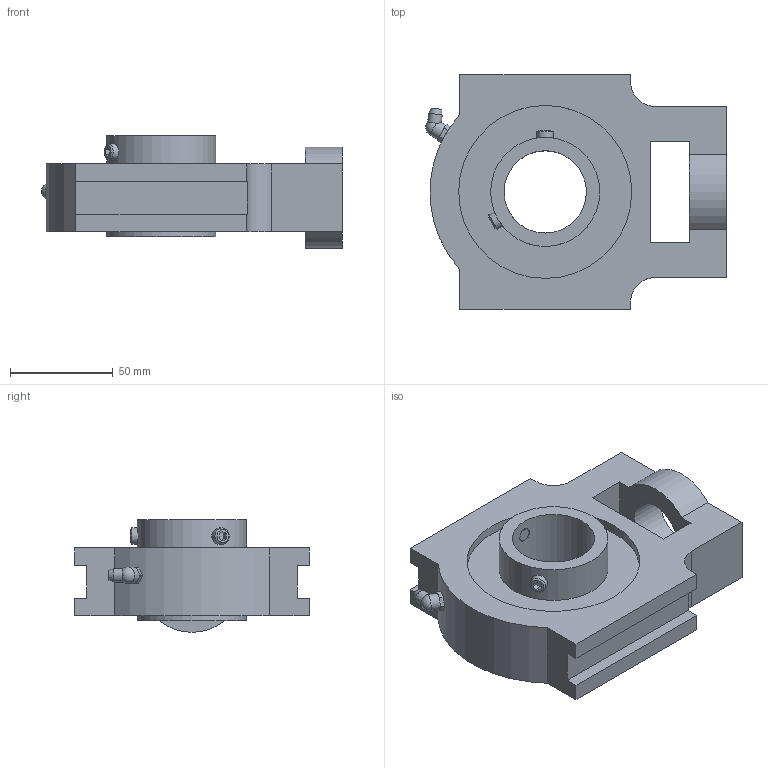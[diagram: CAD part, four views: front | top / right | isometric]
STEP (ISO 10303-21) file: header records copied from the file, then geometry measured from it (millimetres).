
FILE_DESCRIPTION( ( 'STEP AP203' ), '1' );
FILE_NAME( 'UCT208D1(40,D1).stp', '2019-08-08T07:45:23', ( '' ), ( '' ), ' ', 'PARTsolutions', ' ' );
FILE_SCHEMA( ( 'CONFIG_CONTROL_DESIGN' ) );
Length unit declared in the file: millimetre
Products named in the file (3): UCT208D1(40,D1); _UCT208D1UCT Housing; _GB-1/4-28UNFGNUCT
Assembly tree (2 placements, depth 2):
  UCT208D1(40,D1)
    _UCT208D1UCT Housing
    _GB-1/4-28UNFGNUCT
Bounding box: 146.11 x 114 x 54.7 mm (x, y, z)
Volume: 359808 mm3; surface area: 60701.4 mm2
Topology: 2 solids, 2 shells, 84 faces, 210 edges, 137 vertices
Faces by surface type: plane 61, cylinder 17, cone 5, sphere 1
Full cylindrical faces by diameter (mm): 6.6 x1, 6.773 x2, 8 x3, 29 x1, 40 x1, 53 x2, 84 x2
Entity records: 2730 total; most frequent: CARTESIAN_POINT 686, DIRECTION 398, ORIENTED_EDGE 370, EDGE_CURVE 185, LINE 136, VECTOR 136, AXIS2_PLACEMENT_3D 131, VERTEX_POINT 131
